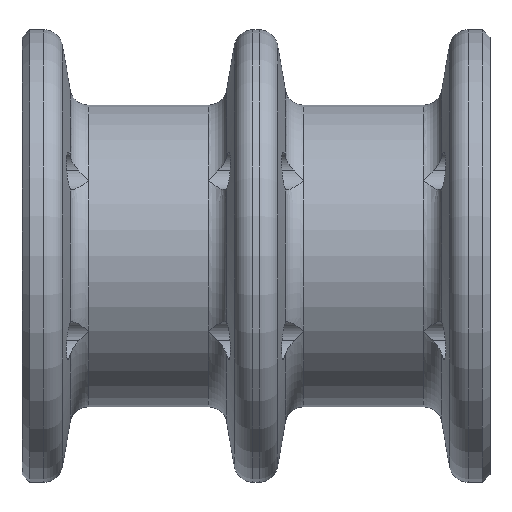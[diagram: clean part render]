
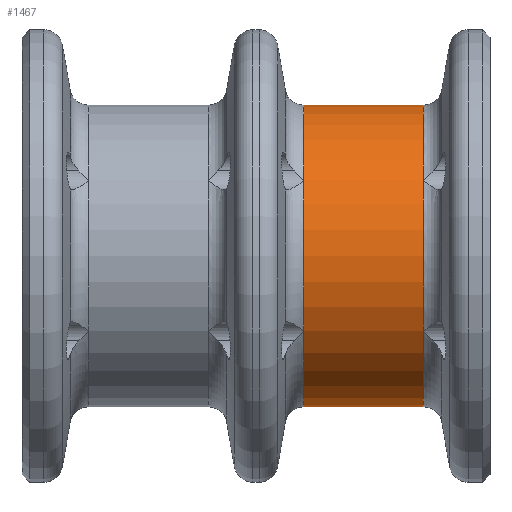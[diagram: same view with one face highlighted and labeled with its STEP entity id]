
A CAD part, top view. The second image highlights one B-rep face of the part: STEP entity #1467.
In plain terms, the highlighted cylindrical face has radius 12.7 mm (diameter 25.4 mm), a partial arc.
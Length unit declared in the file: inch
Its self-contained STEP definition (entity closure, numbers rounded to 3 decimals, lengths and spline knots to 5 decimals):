
#6 = DIRECTION ( 'NONE',  ( 1., 0., 0. ) ) ;
#117 = EDGE_CURVE ( 'NONE', #358, #666, #802, .T. ) ;
#132 = DIRECTION ( 'NONE',  ( 1., 0., 0. ) ) ;
#358 = VERTEX_POINT ( 'NONE', #3480 ) ;
#386 = DIRECTION ( 'NONE',  ( 0., 1., 0. ) ) ;
#387 = EDGE_LOOP ( 'NONE', ( #2219, #782, #3704, #4341, #2027, #3674, #4285, #4187 ) ) ;
#514 = DIRECTION ( 'NONE',  ( 0., 1., 0. ) ) ;
#516 = CARTESIAN_POINT ( 'NONE',  ( 1.3298, 0., 0. ) ) ;
#666 = VERTEX_POINT ( 'NONE', #2587 ) ;
#729 = CIRCLE ( 'NONE', #3392, 0.5 ) ;
#782 = ORIENTED_EDGE ( 'NONE', *, *, #4595, .T. ) ;
#802 = LINE ( 'NONE', #4740, #1835 ) ;
#887 = CIRCLE ( 'NONE', #3166, 0.5 ) ;
#918 = DIRECTION ( 'NONE',  ( 0., 1., 0. ) ) ;
#992 = EDGE_CURVE ( 'NONE', #3374, #1815, #1476, .T. ) ;
#996 = DIRECTION ( 'NONE',  ( 1., 0., 0. ) ) ;
#1132 = AXIS2_PLACEMENT_3D ( 'NONE', #4755, #1446, #3675 ) ;
#1401 = CIRCLE ( 'NONE', #2188, 0.5 ) ;
#1446 = DIRECTION ( 'NONE',  ( 1., 0., 0. ) ) ;
#1467 = ADVANCED_FACE ( 'NONE', ( #4527 ), #3038, .T. ) ;
#1476 = CIRCLE ( 'NONE', #1132, 0.5 ) ;
#1532 = CARTESIAN_POINT ( 'NONE',  ( 1.3298, 0., 0. ) ) ;
#1606 = CARTESIAN_POINT ( 'NONE',  ( 0.93469, -0.25, 0.43301 ) ) ;
#1756 = DIRECTION ( 'NONE',  ( 0., 1., 0. ) ) ;
#1815 = VERTEX_POINT ( 'NONE', #1606 ) ;
#1826 = AXIS2_PLACEMENT_3D ( 'NONE', #1532, #4115, #3382 ) ;
#1835 = VECTOR ( 'NONE', #996, 39.37008 ) ;
#1843 = CARTESIAN_POINT ( 'NONE',  ( 0.93469, -0.5, 0. ) ) ;
#1929 = VECTOR ( 'NONE', #3217, 39.37008 ) ;
#2027 = ORIENTED_EDGE ( 'NONE', *, *, #3989, .T. ) ;
#2115 = CARTESIAN_POINT ( 'NONE',  ( 1.3298, 0., 0. ) ) ;
#2178 = CARTESIAN_POINT ( 'NONE',  ( 1.55133, 0., 0. ) ) ;
#2188 = AXIS2_PLACEMENT_3D ( 'NONE', #3423, #132, #514 ) ;
#2208 = EDGE_CURVE ( 'NONE', #1815, #3521, #1401, .T. ) ;
#2217 = AXIS2_PLACEMENT_3D ( 'NONE', #2178, #6, #386 ) ;
#2219 = ORIENTED_EDGE ( 'NONE', *, *, #2208, .T. ) ;
#2265 = EDGE_CURVE ( 'NONE', #358, #3374, #887, .T. ) ;
#2352 = DIRECTION ( 'NONE',  ( 1., 0., 0. ) ) ;
#2491 = DIRECTION ( 'NONE',  ( -1., 0., 0. ) ) ;
#2512 = CARTESIAN_POINT ( 'NONE',  ( 0.93469, 0.25, 0.43301 ) ) ;
#2542 = CARTESIAN_POINT ( 'NONE',  ( 1.3298, 0.25, 0.43301 ) ) ;
#2587 = CARTESIAN_POINT ( 'NONE',  ( 1.3298, 0.5, 0. ) ) ;
#2718 = CARTESIAN_POINT ( 'NONE',  ( 0.93469, 0., 0. ) ) ;
#2736 = CIRCLE ( 'NONE', #1826, 0.5 ) ;
#2860 = CARTESIAN_POINT ( 'NONE',  ( 1.3298, -0.25, 0.43301 ) ) ;
#2954 = VERTEX_POINT ( 'NONE', #2860 ) ;
#3038 = CYLINDRICAL_SURFACE ( 'NONE', #2217, 0.5 ) ;
#3059 = DIRECTION ( 'NONE',  ( 0., 1., 0. ) ) ;
#3129 = CIRCLE ( 'NONE', #3298, 0.5 ) ;
#3166 = AXIS2_PLACEMENT_3D ( 'NONE', #2718, #2352, #3059 ) ;
#3178 = CARTESIAN_POINT ( 'NONE',  ( 1.3298, -0.5, 0. ) ) ;
#3217 = DIRECTION ( 'NONE',  ( 1., 0., 0. ) ) ;
#3298 = AXIS2_PLACEMENT_3D ( 'NONE', #2115, #2491, #1756 ) ;
#3319 = EDGE_CURVE ( 'NONE', #4576, #2954, #3129, .T. ) ;
#3374 = VERTEX_POINT ( 'NONE', #2512 ) ;
#3382 = DIRECTION ( 'NONE',  ( 0., 1., 0. ) ) ;
#3392 = AXIS2_PLACEMENT_3D ( 'NONE', #516, #3852, #918 ) ;
#3423 = CARTESIAN_POINT ( 'NONE',  ( 0.93469, 0., 0. ) ) ;
#3480 = CARTESIAN_POINT ( 'NONE',  ( 0.93469, 0.5, 0. ) ) ;
#3521 = VERTEX_POINT ( 'NONE', #1843 ) ;
#3560 = EDGE_CURVE ( 'NONE', #2954, #4132, #2736, .T. ) ;
#3674 = ORIENTED_EDGE ( 'NONE', *, *, #117, .F. ) ;
#3675 = DIRECTION ( 'NONE',  ( 0., 1., 0. ) ) ;
#3704 = ORIENTED_EDGE ( 'NONE', *, *, #3319, .T. ) ;
#3852 = DIRECTION ( 'NONE',  ( -1., 0., 0. ) ) ;
#3989 = EDGE_CURVE ( 'NONE', #4132, #666, #729, .T. ) ;
#3992 = LINE ( 'NONE', #4298, #1929 ) ;
#4115 = DIRECTION ( 'NONE',  ( -1., 0., 0. ) ) ;
#4132 = VERTEX_POINT ( 'NONE', #2542 ) ;
#4187 = ORIENTED_EDGE ( 'NONE', *, *, #992, .T. ) ;
#4285 = ORIENTED_EDGE ( 'NONE', *, *, #2265, .T. ) ;
#4298 = CARTESIAN_POINT ( 'NONE',  ( 1.55133, -0.5, 0. ) ) ;
#4341 = ORIENTED_EDGE ( 'NONE', *, *, #3560, .T. ) ;
#4527 = FACE_OUTER_BOUND ( 'NONE', #387, .T. ) ;
#4576 = VERTEX_POINT ( 'NONE', #3178 ) ;
#4595 = EDGE_CURVE ( 'NONE', #3521, #4576, #3992, .T. ) ;
#4740 = CARTESIAN_POINT ( 'NONE',  ( 1.55133, 0.5, 0. ) ) ;
#4755 = CARTESIAN_POINT ( 'NONE',  ( 0.93469, 0., 0. ) ) ;
